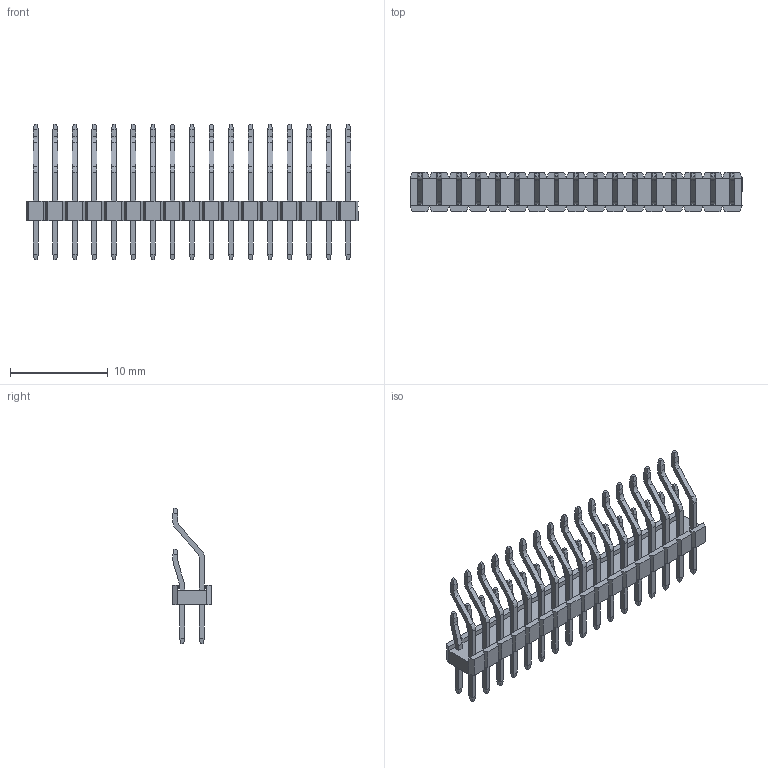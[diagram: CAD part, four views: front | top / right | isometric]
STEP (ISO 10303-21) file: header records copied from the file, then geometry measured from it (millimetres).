
FILE_DESCRIPTION (( 'STEP AP214' ), '1' );
FILE_NAME ('FPH20064-D34B1014110000M-REF.STEP', '2025-11-24T01:08:39', ( '' ), ( '' ), 'SwSTEP 2.0', 'SolidWorks 2021', '' );
FILE_SCHEMA (( 'AUTOMOTIVE_DESIGN' ));
Length unit declared in the file: millimetre
Products named in the file (1): FPH20064-D34B1014110000M-REF
Bounding box: 34 x 4 x 13.87 mm (x, y, z)
Volume: 304.7 mm3; surface area: 1195.6 mm2
Topology: 1 solids, 1 shells, 960 faces, 2398 edges, 1508 vertices
Faces by surface type: plane 858, cylinder 102
Entity records: 27864 total; most frequent: CARTESIAN_POINT 4867, ORIENTED_EDGE 4796, DIRECTION 4524, EDGE_CURVE 2398, LINE 2194, VECTOR 2194, VERTEX_POINT 1508, AXIS2_PLACEMENT_3D 1165
